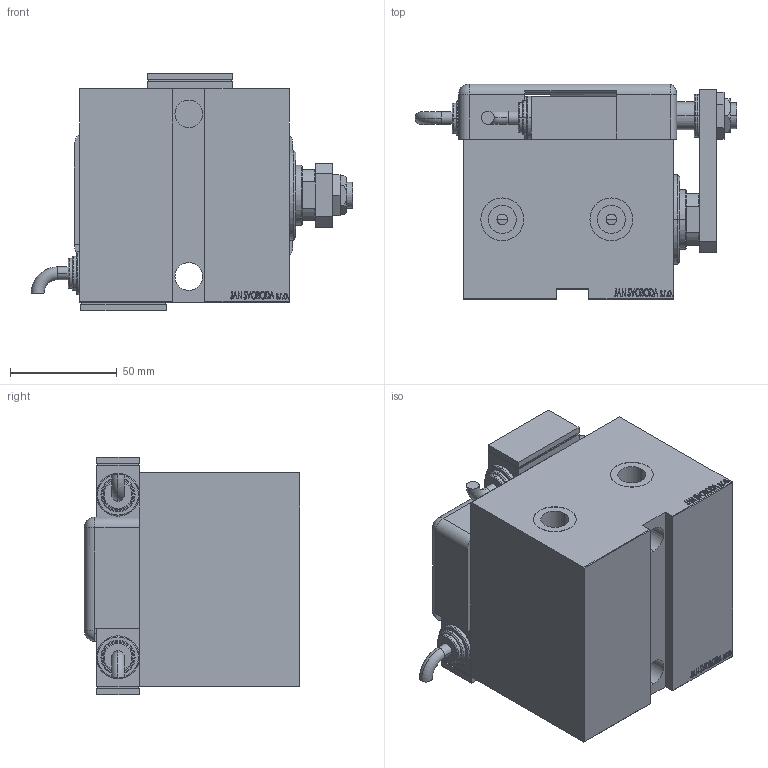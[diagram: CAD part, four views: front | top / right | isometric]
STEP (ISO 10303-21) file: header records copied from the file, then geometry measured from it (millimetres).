
FILE_DESCRIPTION (( 'STEP AP203' ), '1' );
FILE_NAME ('19bc.STEP', '2024-08-23T05:32:32', ( '' ), ( '' ), 'SwSTEP 2.0', 'SolidWorks 2019', '' );
FILE_SCHEMA (( 'CONFIG_CONTROL_DESIGN' ));
Length unit declared in the file: millimetre
Products named in the file (13): V450CM_E_Body 32d9122dcf2ba53443d6fc7ea5318d8f; 19bc; SWITCH_Q_FRONT_BACK 32d9122dcf2ba53443d6fc7ea5318d8f; MAGNETIC SWITCH Q 32d9122dcf2ba53443d6fc7ea5318d8f; NUT_D19 32d9122dcf2ba53443d6fc7ea5318d8f; SWITCH Q 32d9122dcf2ba53443d6fc7ea5318d8f; V450CM_E_VCP 32d9122dcf2ba53443d6fc7ea5318d8f; ZARAZKA_Q 32d9122dcf2ba53443d6fc7ea5318d8f; V450CM_VC_B 32d9122dcf2ba53443d6fc7ea5318d8f; KRYT 32d9122dcf2ba53443d6fc7ea5318d8f; NUT_D13 32d9122dcf2ba53443d6fc7ea5318d8f; TYC 32d9122dcf2ba53443d6fc7ea5318d8f; SWITCH DIM A_G 32d9122dcf2ba53443d6fc7ea5318d8f
Assembly tree (13 placements, depth 3):
  19bc
    V450CM_E_Body 32d9122dcf2ba53443d6fc7ea5318d8f
    V450CM_E_VCP 32d9122dcf2ba53443d6fc7ea5318d8f
    V450CM_VC_B 32d9122dcf2ba53443d6fc7ea5318d8f
    MAGNETIC SWITCH Q 32d9122dcf2ba53443d6fc7ea5318d8f
      SWITCH_Q_FRONT_BACK 32d9122dcf2ba53443d6fc7ea5318d8f
      TYC 32d9122dcf2ba53443d6fc7ea5318d8f
      ZARAZKA_Q 32d9122dcf2ba53443d6fc7ea5318d8f
      SWITCH DIM A_G 32d9122dcf2ba53443d6fc7ea5318d8f
      NUT_D19 32d9122dcf2ba53443d6fc7ea5318d8f
      NUT_D13 32d9122dcf2ba53443d6fc7ea5318d8f
      KRYT 32d9122dcf2ba53443d6fc7ea5318d8f
      SWITCH Q 32d9122dcf2ba53443d6fc7ea5318d8f  x2
Bounding box: 150.46 x 100.8 x 111 mm (x, y, z)
Volume: 815618.1 mm3; surface area: 152620.8 mm2
Topology: 13 solids, 13 shells, 1230 faces, 3132 edges, 2067 vertices
Faces by surface type: plane 614, bspline 471, cylinder 99, cone 22, torus 22, sphere 2
Entity records: 58721 total; most frequent: CARTESIAN_POINT 31503, ORIENTED_EDGE 6068, DIRECTION 3776, EDGE_CURVE 3034, VERTEX_POINT 2007, LINE 1828, VECTOR 1828, EDGE_LOOP 1353
